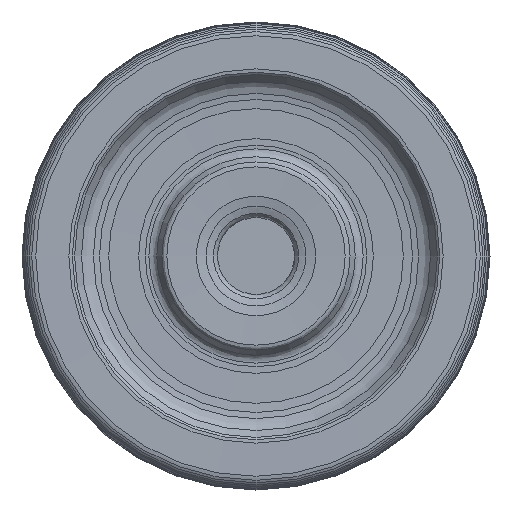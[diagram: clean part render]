
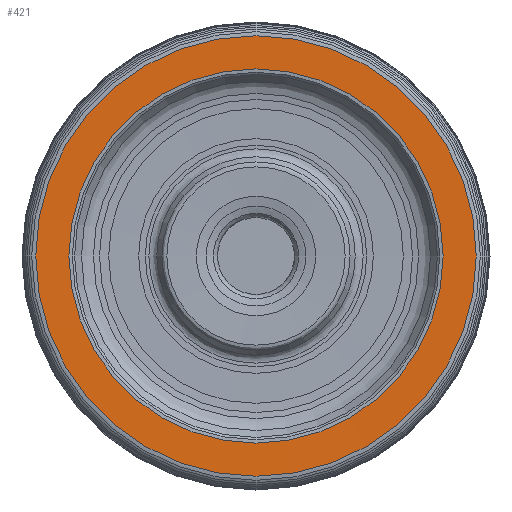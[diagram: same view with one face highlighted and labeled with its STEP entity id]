
A CAD part, left-side view. The second image highlights one B-rep face of the part: STEP entity #421.
In plain terms, the highlighted face is a revolution surface.
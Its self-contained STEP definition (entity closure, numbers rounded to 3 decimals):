
#83=SURFACE_OF_REVOLUTION('',#167,#131);
#131=AXIS1_PLACEMENT('',#1998,#1557);
#167=B_SPLINE_CURVE_WITH_KNOTS('',3,(#1994,#1995,#1996,#1997),
 .UNSPECIFIED.,.F.,.F.,(4,4),(0.,1.),.UNSPECIFIED.);
#421=ADVANCED_FACE('',(#583,#584),#83,.T.);
#583=FACE_BOUND('',#741,.T.);
#584=FACE_BOUND('',#742,.T.);
#741=EDGE_LOOP('',(#899));
#742=EDGE_LOOP('',(#900));
#899=ORIENTED_EDGE('',*,*,#998,.F.);
#900=ORIENTED_EDGE('',*,*,#1058,.T.);
#919=VERTEX_POINT('',#1614);
#979=VERTEX_POINT('',#1988);
#998=EDGE_CURVE('',#919,#919,#1077,.T.);
#1058=EDGE_CURVE('',#979,#979,#1137,.T.);
#1077=CIRCLE('',#1175,11.765);
#1137=CIRCLE('',#1261,9.995);
#1175=AXIS2_PLACEMENT_3D('',#1613,#1336,#1337);
#1261=AXIS2_PLACEMENT_3D('',#1987,#1554,#1555);
#1336=DIRECTION('',(1.,0.,0.));
#1337=DIRECTION('',(0.,0.,-1.));
#1554=DIRECTION('',(1.,0.,0.));
#1555=DIRECTION('',(0.,0.,-1.));
#1557=DIRECTION('',(1.,0.,0.));
#1613=CARTESIAN_POINT('',(0.016,0.,0.));
#1614=CARTESIAN_POINT('',(0.016,0.,-11.765));
#1987=CARTESIAN_POINT('',(0.025,0.,0.));
#1988=CARTESIAN_POINT('',(0.025,0.,-9.995));
#1994=CARTESIAN_POINT('',(0.025,-9.995,0.));
#1995=CARTESIAN_POINT('',(0.001,-10.584,0.));
#1996=CARTESIAN_POINT('',(-0.003,-11.174,0.));
#1997=CARTESIAN_POINT('',(0.016,-11.765,0.));
#1998=CARTESIAN_POINT('',(0.,0.,0.));
